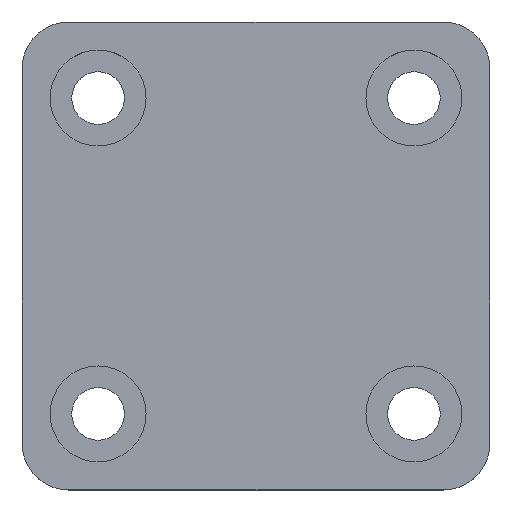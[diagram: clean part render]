
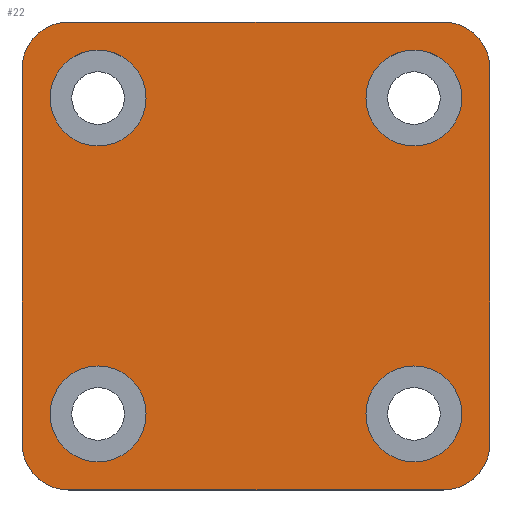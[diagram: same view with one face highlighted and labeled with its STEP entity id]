
A CAD part, top view. The second image highlights one B-rep face of the part: STEP entity #22.
In plain terms, the highlighted planar face has unit normal (0, 0, 1).
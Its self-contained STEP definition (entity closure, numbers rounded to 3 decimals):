
#22 = ADVANCED_FACE ( 'NONE', ( #829, #1620, #807, #2932, #3216 ), #60, .T. ) ;
#34 = DIRECTION ( 'NONE',  ( 0., -1., 0. ) ) ;
#44 = DIRECTION ( 'NONE',  ( 0., 0., -1. ) ) ;
#60 = PLANE ( 'NONE',  #2724 ) ;
#64 = EDGE_CURVE ( 'NONE', #1090, #2717, #82, .T. ) ;
#82 = CIRCLE ( 'NONE', #2454, 4. ) ;
#102 = VERTEX_POINT ( 'NONE', #907 ) ;
#141 = CARTESIAN_POINT ( 'NONE',  ( -13.5, 9.4, 4. ) ) ;
#191 = CIRCLE ( 'NONE', #2899, 4.1 ) ;
#273 = AXIS2_PLACEMENT_3D ( 'NONE', #1496, #1766, #1000 ) ;
#305 = CARTESIAN_POINT ( 'NONE',  ( 16., 16., 4. ) ) ;
#337 = CARTESIAN_POINT ( 'NONE',  ( -16., 16., 4. ) ) ;
#339 = ORIENTED_EDGE ( 'NONE', *, *, #3261, .T. ) ;
#341 = CARTESIAN_POINT ( 'NONE',  ( -16., -16., 4. ) ) ;
#346 = EDGE_CURVE ( 'NONE', #1215, #1943, #191, .T. ) ;
#369 = CIRCLE ( 'NONE', #1475, 4.1 ) ;
#384 = EDGE_CURVE ( 'NONE', #538, #516, #2296, .T. ) ;
#408 = ORIENTED_EDGE ( 'NONE', *, *, #2869, .T. ) ;
#424 = VERTEX_POINT ( 'NONE', #2119 ) ;
#429 = AXIS2_PLACEMENT_3D ( 'NONE', #341, #2978, #2209 ) ;
#433 = VECTOR ( 'NONE', #1235, 1000. ) ;
#493 = CIRCLE ( 'NONE', #273, 4.1 ) ;
#495 = CARTESIAN_POINT ( 'NONE',  ( -13.5, -17.6, 4. ) ) ;
#496 = DIRECTION ( 'NONE',  ( 0., 0., -1. ) ) ;
#497 = CIRCLE ( 'NONE', #2152, 4. ) ;
#516 = VERTEX_POINT ( 'NONE', #660 ) ;
#523 = VERTEX_POINT ( 'NONE', #2256 ) ;
#538 = VERTEX_POINT ( 'NONE', #141 ) ;
#567 = CARTESIAN_POINT ( 'NONE',  ( 13.5, 17.6, 4. ) ) ;
#595 = DIRECTION ( 'NONE',  ( 0., 0., 1. ) ) ;
#601 = CARTESIAN_POINT ( 'NONE',  ( 13.5, 13.5, 4. ) ) ;
#607 = CARTESIAN_POINT ( 'NONE',  ( -16., 20., 4. ) ) ;
#639 = VECTOR ( 'NONE', #1649, 1000. ) ;
#660 = CARTESIAN_POINT ( 'NONE',  ( -13.5, 17.6, 4. ) ) ;
#699 = EDGE_CURVE ( 'NONE', #727, #1110, #2677, .T. ) ;
#727 = VERTEX_POINT ( 'NONE', #495 ) ;
#754 = LINE ( 'NONE', #1826, #3121 ) ;
#765 = CARTESIAN_POINT ( 'NONE',  ( -16., -20., 4. ) ) ;
#799 = CARTESIAN_POINT ( 'NONE',  ( -20., -16., 4. ) ) ;
#807 = FACE_BOUND ( 'NONE', #2946, .T. ) ;
#829 = FACE_OUTER_BOUND ( 'NONE', #1364, .T. ) ;
#839 = DIRECTION ( 'NONE',  ( 0., 0., -1. ) ) ;
#847 = VERTEX_POINT ( 'NONE', #1847 ) ;
#885 = CARTESIAN_POINT ( 'NONE',  ( -13.5, 13.5, 4. ) ) ;
#899 = LINE ( 'NONE', #2758, #3063 ) ;
#907 = CARTESIAN_POINT ( 'NONE',  ( 20., -16., 4. ) ) ;
#954 = CARTESIAN_POINT ( 'NONE',  ( -16., 16., 4. ) ) ;
#972 = EDGE_CURVE ( 'NONE', #102, #1090, #899, .T. ) ;
#997 = EDGE_CURVE ( 'NONE', #1943, #1215, #2136, .T. ) ;
#1000 = DIRECTION ( 'NONE',  ( 0., -1., 0. ) ) ;
#1008 = CARTESIAN_POINT ( 'NONE',  ( 20., 16., 4. ) ) ;
#1090 = VERTEX_POINT ( 'NONE', #1008 ) ;
#1104 = AXIS2_PLACEMENT_3D ( 'NONE', #1846, #2904, #34 ) ;
#1110 = VERTEX_POINT ( 'NONE', #2536 ) ;
#1147 = CIRCLE ( 'NONE', #1862, 4. ) ;
#1157 = CARTESIAN_POINT ( 'NONE',  ( 16., -20., 4. ) ) ;
#1199 = EDGE_LOOP ( 'NONE', ( #1609, #2452 ) ) ;
#1215 = VERTEX_POINT ( 'NONE', #567 ) ;
#1235 = DIRECTION ( 'NONE',  ( 1., 0., 0. ) ) ;
#1260 = ORIENTED_EDGE ( 'NONE', *, *, #997, .T. ) ;
#1322 = CIRCLE ( 'NONE', #2918, 4.1 ) ;
#1332 = VERTEX_POINT ( 'NONE', #1157 ) ;
#1364 = EDGE_LOOP ( 'NONE', ( #2895, #1810, #2285, #2099, #2887, #339, #1851, #3314 ) ) ;
#1386 = DIRECTION ( 'NONE',  ( 0., 0., 1. ) ) ;
#1435 = ORIENTED_EDGE ( 'NONE', *, *, #2890, .T. ) ;
#1469 = DIRECTION ( 'NONE',  ( 0., 0., -1. ) ) ;
#1475 = AXIS2_PLACEMENT_3D ( 'NONE', #885, #3258, #1692 ) ;
#1496 = CARTESIAN_POINT ( 'NONE',  ( 13.5, -13.5, 4. ) ) ;
#1532 = DIRECTION ( 'NONE',  ( 0., -1., 0. ) ) ;
#1594 = EDGE_CURVE ( 'NONE', #424, #3044, #754, .T. ) ;
#1609 = ORIENTED_EDGE ( 'NONE', *, *, #384, .T. ) ;
#1620 = FACE_BOUND ( 'NONE', #1199, .T. ) ;
#1649 = DIRECTION ( 'NONE',  ( -1., 0., 0. ) ) ;
#1650 = DIRECTION ( 'NONE',  ( 0., 1., 0. ) ) ;
#1672 = DIRECTION ( 'NONE',  ( 0., 0., 1. ) ) ;
#1692 = DIRECTION ( 'NONE',  ( 0., -1., 0. ) ) ;
#1716 = CARTESIAN_POINT ( 'NONE',  ( 16., 20., 4. ) ) ;
#1722 = VERTEX_POINT ( 'NONE', #2957 ) ;
#1723 = DIRECTION ( 'NONE',  ( 0., 1., 0. ) ) ;
#1766 = DIRECTION ( 'NONE',  ( 0., 0., -1. ) ) ;
#1777 = EDGE_CURVE ( 'NONE', #2717, #2038, #1888, .T. ) ;
#1810 = ORIENTED_EDGE ( 'NONE', *, *, #1777, .T. ) ;
#1813 = CIRCLE ( 'NONE', #1104, 4.1 ) ;
#1826 = CARTESIAN_POINT ( 'NONE',  ( -20., 16., 4. ) ) ;
#1846 = CARTESIAN_POINT ( 'NONE',  ( -13.5, -13.5, 4. ) ) ;
#1847 = CARTESIAN_POINT ( 'NONE',  ( 13.5, -17.6, 4. ) ) ;
#1851 = ORIENTED_EDGE ( 'NONE', *, *, #3172, .T. ) ;
#1862 = AXIS2_PLACEMENT_3D ( 'NONE', #954, #1672, #3242 ) ;
#1863 = EDGE_LOOP ( 'NONE', ( #1260, #2501 ) ) ;
#1888 = LINE ( 'NONE', #607, #639 ) ;
#1943 = VERTEX_POINT ( 'NONE', #2889 ) ;
#1968 = CARTESIAN_POINT ( 'NONE',  ( -16., 20., 4. ) ) ;
#1988 = DIRECTION ( 'NONE',  ( 0., 1., 0. ) ) ;
#2003 = LINE ( 'NONE', #765, #433 ) ;
#2038 = VERTEX_POINT ( 'NONE', #1968 ) ;
#2039 = EDGE_CURVE ( 'NONE', #2038, #424, #1147, .T. ) ;
#2055 = EDGE_CURVE ( 'NONE', #516, #538, #369, .T. ) ;
#2099 = ORIENTED_EDGE ( 'NONE', *, *, #1594, .T. ) ;
#2119 = CARTESIAN_POINT ( 'NONE',  ( -20., 16., 4. ) ) ;
#2135 = CARTESIAN_POINT ( 'NONE',  ( -13.5, 13.5, 4. ) ) ;
#2136 = CIRCLE ( 'NONE', #2569, 4.1 ) ;
#2152 = AXIS2_PLACEMENT_3D ( 'NONE', #3260, #1386, #1988 ) ;
#2166 = CARTESIAN_POINT ( 'NONE',  ( 13.5, 13.5, 4. ) ) ;
#2209 = DIRECTION ( 'NONE',  ( 0., 1., 0. ) ) ;
#2230 = DIRECTION ( 'NONE',  ( 0., -1., 0. ) ) ;
#2256 = CARTESIAN_POINT ( 'NONE',  ( -16., -20., 4. ) ) ;
#2285 = ORIENTED_EDGE ( 'NONE', *, *, #2039, .T. ) ;
#2296 = CIRCLE ( 'NONE', #2561, 4.1 ) ;
#2347 = DIRECTION ( 'NONE',  ( 0., -1., 0. ) ) ;
#2452 = ORIENTED_EDGE ( 'NONE', *, *, #2055, .T. ) ;
#2454 = AXIS2_PLACEMENT_3D ( 'NONE', #305, #595, #1650 ) ;
#2501 = ORIENTED_EDGE ( 'NONE', *, *, #346, .T. ) ;
#2533 = EDGE_CURVE ( 'NONE', #3044, #523, #3233, .T. ) ;
#2536 = CARTESIAN_POINT ( 'NONE',  ( -13.5, -9.4, 4. ) ) ;
#2561 = AXIS2_PLACEMENT_3D ( 'NONE', #2135, #44, #3165 ) ;
#2569 = AXIS2_PLACEMENT_3D ( 'NONE', #601, #1469, #2230 ) ;
#2655 = DIRECTION ( 'NONE',  ( 0., 0., 1. ) ) ;
#2677 = CIRCLE ( 'NONE', #2782, 4.1 ) ;
#2717 = VERTEX_POINT ( 'NONE', #1716 ) ;
#2724 = AXIS2_PLACEMENT_3D ( 'NONE', #337, #2655, #3203 ) ;
#2758 = CARTESIAN_POINT ( 'NONE',  ( 20., 16., 4. ) ) ;
#2760 = ORIENTED_EDGE ( 'NONE', *, *, #699, .T. ) ;
#2782 = AXIS2_PLACEMENT_3D ( 'NONE', #3147, #3380, #2872 ) ;
#2866 = ORIENTED_EDGE ( 'NONE', *, *, #3413, .T. ) ;
#2869 = EDGE_CURVE ( 'NONE', #847, #1722, #493, .T. ) ;
#2872 = DIRECTION ( 'NONE',  ( 0., -1., 0. ) ) ;
#2873 = CARTESIAN_POINT ( 'NONE',  ( 13.5, -13.5, 4. ) ) ;
#2887 = ORIENTED_EDGE ( 'NONE', *, *, #2533, .T. ) ;
#2889 = CARTESIAN_POINT ( 'NONE',  ( 13.5, 9.4, 4. ) ) ;
#2890 = EDGE_CURVE ( 'NONE', #1722, #847, #1322, .T. ) ;
#2895 = ORIENTED_EDGE ( 'NONE', *, *, #64, .T. ) ;
#2899 = AXIS2_PLACEMENT_3D ( 'NONE', #2166, #839, #3229 ) ;
#2904 = DIRECTION ( 'NONE',  ( 0., 0., -1. ) ) ;
#2918 = AXIS2_PLACEMENT_3D ( 'NONE', #2873, #496, #1532 ) ;
#2932 = FACE_BOUND ( 'NONE', #3136, .T. ) ;
#2946 = EDGE_LOOP ( 'NONE', ( #408, #1435 ) ) ;
#2957 = CARTESIAN_POINT ( 'NONE',  ( 13.5, -9.4, 4. ) ) ;
#2978 = DIRECTION ( 'NONE',  ( 0., 0., 1. ) ) ;
#3044 = VERTEX_POINT ( 'NONE', #799 ) ;
#3063 = VECTOR ( 'NONE', #1723, 1000. ) ;
#3121 = VECTOR ( 'NONE', #2347, 1000. ) ;
#3136 = EDGE_LOOP ( 'NONE', ( #2760, #2866 ) ) ;
#3147 = CARTESIAN_POINT ( 'NONE',  ( -13.5, -13.5, 4. ) ) ;
#3165 = DIRECTION ( 'NONE',  ( 0., -1., 0. ) ) ;
#3172 = EDGE_CURVE ( 'NONE', #1332, #102, #497, .T. ) ;
#3203 = DIRECTION ( 'NONE',  ( 0., -1., 0. ) ) ;
#3216 = FACE_BOUND ( 'NONE', #1863, .T. ) ;
#3229 = DIRECTION ( 'NONE',  ( 0., -1., 0. ) ) ;
#3233 = CIRCLE ( 'NONE', #429, 4. ) ;
#3242 = DIRECTION ( 'NONE',  ( 0., 1., 0. ) ) ;
#3258 = DIRECTION ( 'NONE',  ( 0., 0., -1. ) ) ;
#3260 = CARTESIAN_POINT ( 'NONE',  ( 16., -16., 4. ) ) ;
#3261 = EDGE_CURVE ( 'NONE', #523, #1332, #2003, .T. ) ;
#3314 = ORIENTED_EDGE ( 'NONE', *, *, #972, .T. ) ;
#3380 = DIRECTION ( 'NONE',  ( 0., 0., -1. ) ) ;
#3413 = EDGE_CURVE ( 'NONE', #1110, #727, #1813, .T. ) ;
